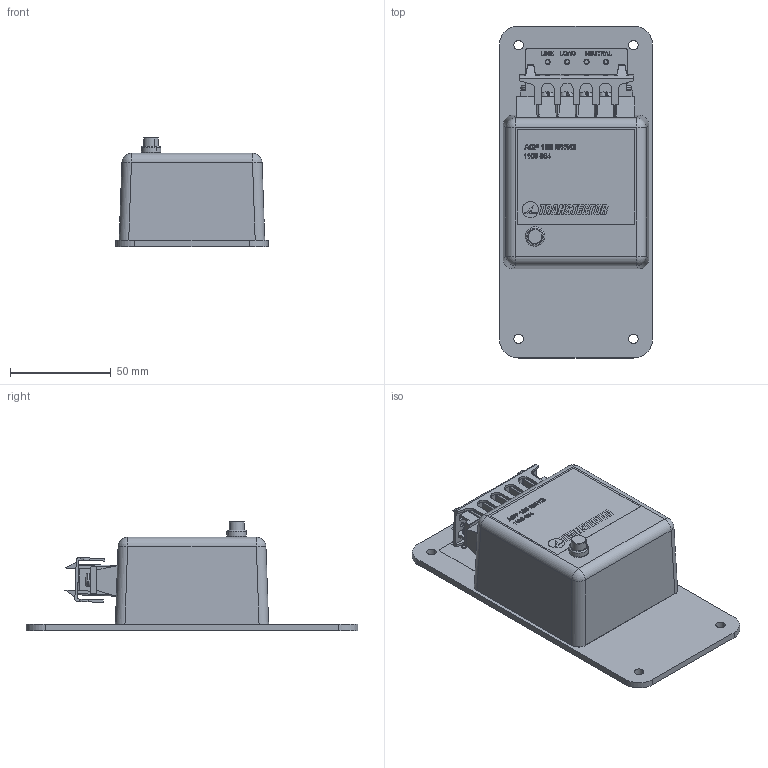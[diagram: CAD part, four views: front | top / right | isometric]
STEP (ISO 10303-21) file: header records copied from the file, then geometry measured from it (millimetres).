
FILE_DESCRIPTION (( 'STEP AP214' ), '1' );
FILE_NAME ('1100-954-E.STEP', '2019-01-04T17:00:56', ( '' ), ( '' ), 'SwSTEP 2.0', 'SolidWorks 2018', '' );
FILE_SCHEMA (( 'AUTOMOTIVE_DESIGN' ));
Length unit declared in the file: inch
Products named in the file (10): 1100-954-E; 2105-248; 3800-001; 3800-065; 2003-397; 3450-011 rev b (TRIMMED FOR 1100-426)_ends trimmed; 2021-046; 2004-049; 2003-1082; 2102-119
Assembly tree (11 placements, depth 2):
  1100-954-E
    2004-049
    2021-046
    2105-248
    3800-065
    3800-001  x2
    2102-119  x2
    3450-011 rev b (TRIMMED FOR 1100-426)_ends trimmed
    2003-397
    2003-1082
Bounding box: 76.2 x 165.1 x 54.23 mm (x, y, z)
Volume: 103494.6 mm3; surface area: 85099.3 mm2
Topology: 11 solids, 11 shells, 1297 faces, 3369 edges, 2188 vertices
Faces by surface type: plane 848, cylinder 229, bspline 158, torus 46, sphere 12, cone 4
Entity records: 56162 total; most frequent: CARTESIAN_POINT 16287, ORIENTED_EDGE 6462, DIRECTION 5497, EDGE_CURVE 3231, VECTOR 2349, LINE 2349, VERTEX_POINT 2108, AXIS2_PLACEMENT_3D 1574
